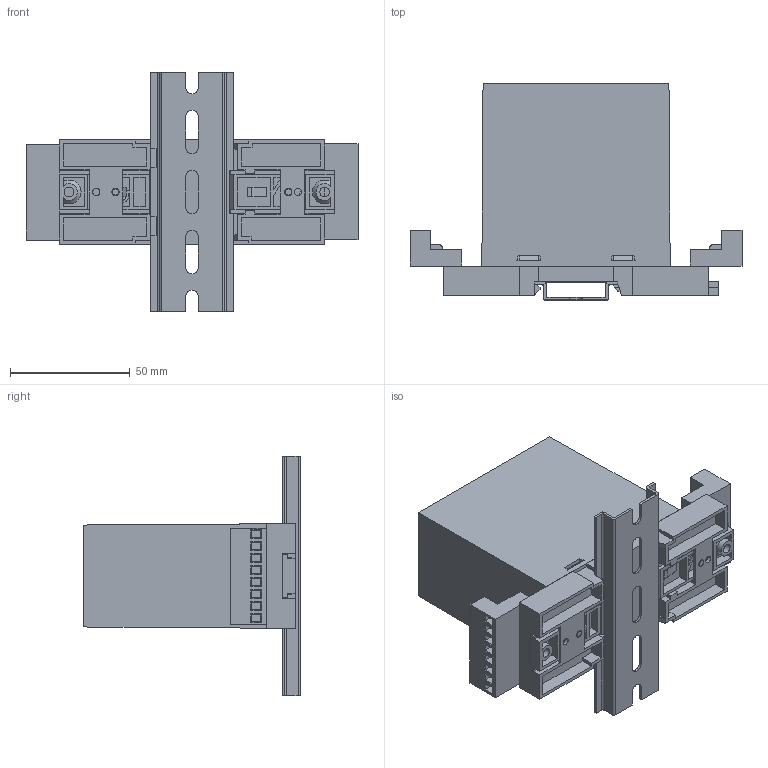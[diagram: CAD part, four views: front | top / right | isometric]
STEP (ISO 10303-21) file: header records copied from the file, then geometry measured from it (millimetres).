
FILE_DESCRIPTION (( 'STEP AP214' ), '1' );
FILE_NAME ('TPC-43-10.STEP', '2022-01-17T12:31:30', ( '' ), ( '' ), 'SwSTEP 2.0', 'SolidWorks 2017', '' );
FILE_SCHEMA (( 'AUTOMOTIVE_DESIGN' ));
Length unit declared in the file: millimetre
Products named in the file (22): Screw-small; Base PCB - TPP-43-0; Clip-Big; PCB-Vertical-Rail Mount; TopCover-TTP-43; Euro Terminal5mm-Plug-In-8Way; Base Plate - TBP-43-0; Rail-35; Clip-Small; TPC-43-10
Assembly tree (12 placements, depth 2):
  Clip-Big
  Screw-small
  PCB-Vertical-Rail Mount
  PCB-Vertical-Rail Mount
  Rail-35
Bounding box: 138.4 x 90.1 x 100 mm (x, y, z)
Volume: 92776.4 mm3; surface area: 118821 mm2
Topology: 12 solids, 12 shells, 1091 faces, 2978 edges, 1933 vertices
Faces by surface type: plane 859, cylinder 206, cone 20, torus 6
Entity records: 27381 total; most frequent: CARTESIAN_POINT 4797, ORIENTED_EDGE 4646, DIRECTION 4403, EDGE_CURVE 2323, LINE 1883, VECTOR 1883, VERTEX_POINT 1514, AXIS2_PLACEMENT_3D 1260
